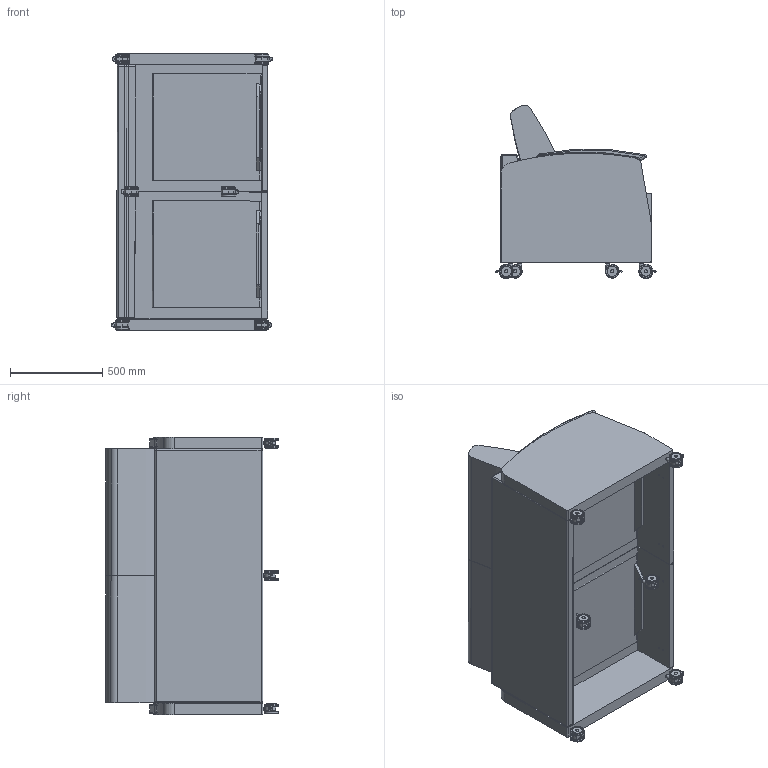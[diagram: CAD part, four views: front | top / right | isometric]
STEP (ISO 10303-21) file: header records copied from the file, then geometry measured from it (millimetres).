
FILE_DESCRIPTION(/* description */ (''),/* implementation_level */ '2;1');
FILE_NAME(/* name */ 'E0722W sitting (SYMBOL).stp',/* time_stamp */ '2017-03-24T08:16:56-04:00',/* author */ ('emerkel'),/* organization */ (''),/* preprocessor_version */ 'ST-DEVELOPER v16.5',/* originating_system */ 'Autodesk Inventor 2017',/* authorisation */ '');
FILE_SCHEMA (('AUTOMOTIVE_DESIGN { 1 0 10303 214 3 1 1 }'));
Length unit declared in the file: inch
Products named in the file (15): E0700U sitting; E0800 UARM L; E0800 UARM R; UOBACK 0722; EV7000 MAC BLK; UFBACK E0700; USEAT 0700; UPOUT 0700; USEATX 0700; CAST COL 3"LC; CAST COL LOCK; CAST COL 3IN CENTER; CAST COL 3IN WHEEL; CAST COL 3IN INNER WHEEL; CSTR STEM 1.5C
Assembly tree (26 placements, depth 3):
  E0700U sitting
    E0800 UARM L
    E0800 UARM R
    UOBACK 0722
    EV7000 MAC BLK  x2
    UFBACK E0700  x2
    USEAT 0700  x2
    UPOUT 0700  x2
    USEATX 0700  x2
    CAST COL 3"LC  x6
      CAST COL 3IN WHEEL
      CAST COL LOCK
      CAST COL 3IN CENTER
      CAST COL 3IN INNER WHEEL
      CSTR STEM 1.5C
Bounding box: 866.95 x 936.91 x 1504.8 mm (x, y, z)
Volume: 446395766.9 mm3; surface area: 12233166 mm2
Topology: 55 solids, 55 shells, 1107 faces, 2383 edges, 1458 vertices
Faces by surface type: cylinder 437, plane 318, torus 244, sphere 60, bspline 30, cone 18
Full cylindrical faces by diameter (mm): 7.938 x17, 8.89 x6, 9.525 x6, 10.998 x6, 17.462 x6, 17.475 x6, 17.526 x12, 20.747 x6, 55.88 x12, 55.956 x12, 75.006 x12
Entity records: 9651 total; most frequent: CARTESIAN_POINT 2699, DIRECTION 1472, ORIENTED_EDGE 1246, EDGE_CURVE 623, AXIS2_PLACEMENT_3D 599, VERTEX_POINT 407, EDGE_LOOP 354, FACE_OUTER_BOUND 293
